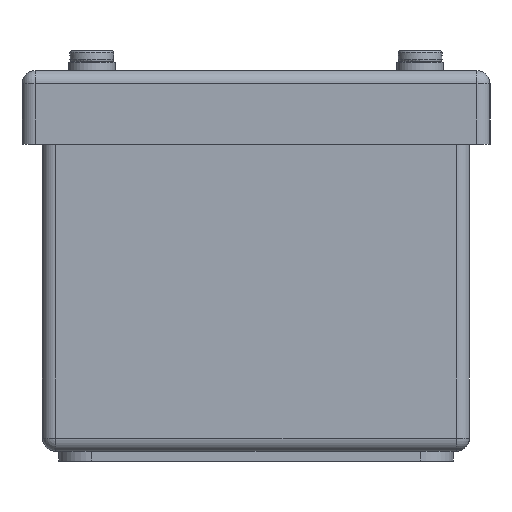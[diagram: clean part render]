
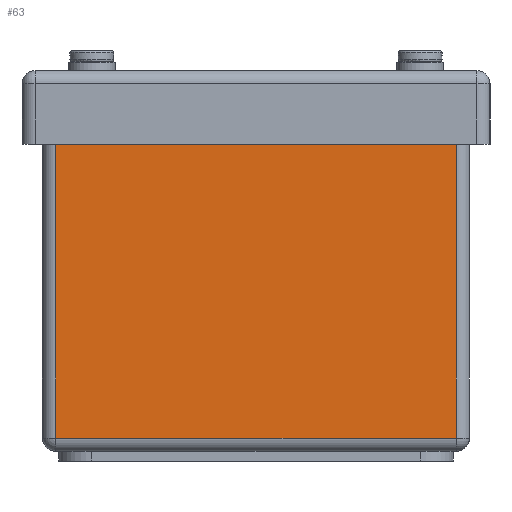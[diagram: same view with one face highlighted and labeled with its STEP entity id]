
A CAD part, left-side view. The second image highlights one B-rep face of the part: STEP entity #63.
In plain terms, the highlighted planar face has unit normal (-1, 0, 0).
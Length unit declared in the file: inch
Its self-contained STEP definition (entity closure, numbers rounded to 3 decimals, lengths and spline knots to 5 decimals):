
#63 = ADVANCED_FACE ( 'NONE', ( #12636 ), #4354, .T. ) ;
#838 = LINE ( 'NONE', #13388, #1101 ) ;
#843 = DIRECTION ( 'NONE',  ( -1., 0., 0. ) ) ;
#985 = EDGE_CURVE ( 'NONE', #11021, #10425, #5553, .T. ) ;
#1101 = VECTOR ( 'NONE', #11073, 39.37008 ) ;
#1484 = AXIS2_PLACEMENT_3D ( 'NONE', #14767, #843, #2217 ) ;
#1559 = ORIENTED_EDGE ( 'NONE', *, *, #985, .T. ) ;
#2217 = DIRECTION ( 'NONE',  ( 0., -1., 0. ) ) ;
#2281 = LINE ( 'NONE', #12687, #3968 ) ;
#2288 = ORIENTED_EDGE ( 'NONE', *, *, #7324, .T. ) ;
#2334 = VECTOR ( 'NONE', #6131, 39.37008 ) ;
#3357 = DIRECTION ( 'NONE',  ( 0., 1., 0. ) ) ;
#3429 = EDGE_CURVE ( 'NONE', #6485, #3562, #2281, .T. ) ;
#3562 = VERTEX_POINT ( 'NONE', #5215 ) ;
#3699 = LINE ( 'NONE', #7340, #2334 ) ;
#3772 = CARTESIAN_POINT ( 'NONE',  ( 0., 3.15033, 2.65 ) ) ;
#3968 = VECTOR ( 'NONE', #13771, 39.37008 ) ;
#4354 = PLANE ( 'NONE',  #1484 ) ;
#5215 = CARTESIAN_POINT ( 'NONE',  ( 0., 0.10033, 0.1 ) ) ;
#5553 = LINE ( 'NONE', #11451, #11486 ) ;
#5837 = EDGE_CURVE ( 'NONE', #10425, #6485, #3699, .T. ) ;
#6131 = DIRECTION ( 'NONE',  ( 0., 0., -1. ) ) ;
#6485 = VERTEX_POINT ( 'NONE', #13428 ) ;
#7118 = ORIENTED_EDGE ( 'NONE', *, *, #3429, .T. ) ;
#7324 = EDGE_CURVE ( 'NONE', #3562, #11021, #838, .T. ) ;
#7340 = CARTESIAN_POINT ( 'NONE',  ( 0., 3.15033, 0. ) ) ;
#10425 = VERTEX_POINT ( 'NONE', #3772 ) ;
#10657 = ORIENTED_EDGE ( 'NONE', *, *, #5837, .T. ) ;
#11021 = VERTEX_POINT ( 'NONE', #13735 ) ;
#11073 = DIRECTION ( 'NONE',  ( 0., 0., 1. ) ) ;
#11451 = CARTESIAN_POINT ( 'NONE',  ( 0., 3.25033, 2.65 ) ) ;
#11486 = VECTOR ( 'NONE', #3357, 39.37008 ) ;
#12636 = FACE_OUTER_BOUND ( 'NONE', #13385, .T. ) ;
#12687 = CARTESIAN_POINT ( 'NONE',  ( 0., 0.00033, 0.1 ) ) ;
#13385 = EDGE_LOOP ( 'NONE', ( #7118, #2288, #1559, #10657 ) ) ;
#13388 = CARTESIAN_POINT ( 'NONE',  ( 0., 0.10033, 0. ) ) ;
#13428 = CARTESIAN_POINT ( 'NONE',  ( 0., 3.15033, 0.1 ) ) ;
#13735 = CARTESIAN_POINT ( 'NONE',  ( 0., 0.10033, 2.65 ) ) ;
#13771 = DIRECTION ( 'NONE',  ( 0., -1., 0. ) ) ;
#14767 = CARTESIAN_POINT ( 'NONE',  ( 0., 3.25033, 0. ) ) ;
